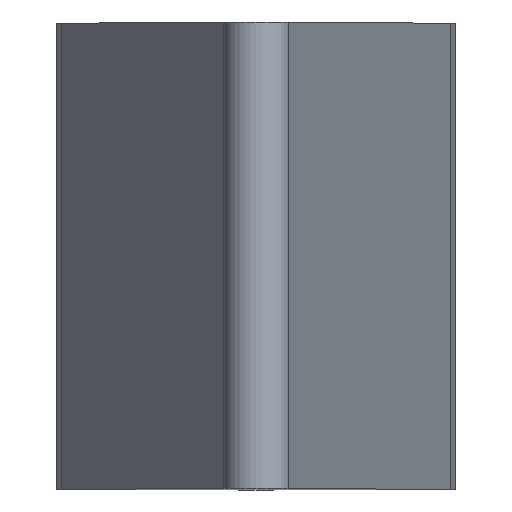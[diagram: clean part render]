
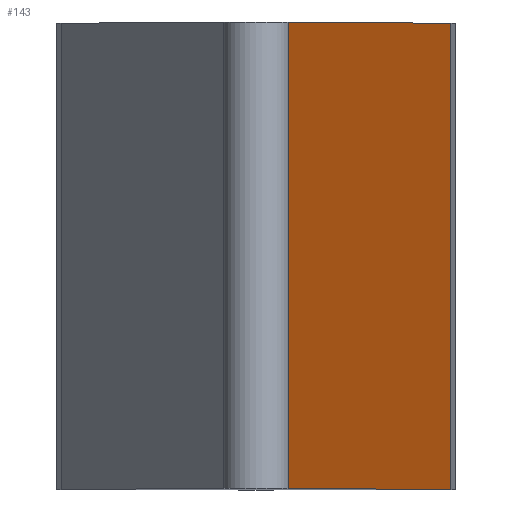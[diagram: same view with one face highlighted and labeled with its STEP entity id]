
A CAD part, top view. The second image highlights one B-rep face of the part: STEP entity #143.
In plain terms, the highlighted planar face has unit normal (0.975, 0, 0.222).
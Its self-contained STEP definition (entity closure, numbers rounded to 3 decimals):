
#19=PLANE('',#170);
#26=FACE_OUTER_BOUND('',#35,.T.);
#35=EDGE_LOOP('',(#118,#119,#120,#121));
#45=LINE('',#238,#57);
#46=LINE('',#243,#58);
#48=LINE('',#247,#60);
#49=LINE('',#248,#61);
#57=VECTOR('',#196,10.);
#58=VECTOR('',#201,10.);
#60=VECTOR('',#205,10.);
#61=VECTOR('',#206,10.);
#75=VERTEX_POINT('',#232);
#77=VERTEX_POINT('',#236);
#79=VERTEX_POINT('',#241);
#80=VERTEX_POINT('',#246);
#91=EDGE_CURVE('',#75,#77,#45,.T.);
#93=EDGE_CURVE('',#79,#77,#46,.T.);
#95=EDGE_CURVE('',#79,#80,#48,.T.);
#96=EDGE_CURVE('',#80,#75,#49,.T.);
#118=ORIENTED_EDGE('',*,*,#93,.F.);
#119=ORIENTED_EDGE('',*,*,#95,.T.);
#120=ORIENTED_EDGE('',*,*,#96,.T.);
#121=ORIENTED_EDGE('',*,*,#91,.T.);
#143=ADVANCED_FACE('',(#26),#19,.T.);
#170=AXIS2_PLACEMENT_3D('',#245,#203,#204);
#196=DIRECTION('',(-0.222,0.,0.975));
#201=DIRECTION('',(0.,1.,0.));
#203=DIRECTION('center_axis',(0.975,0.,0.222));
#204=DIRECTION('ref_axis',(-0.222,0.,0.975));
#205=DIRECTION('',(0.222,0.,-0.975));
#206=DIRECTION('',(0.,1.,0.));
#232=CARTESIAN_POINT('',(5.85,14.,1.333));
#236=CARTESIAN_POINT('',(0.975,14.,22.722));
#238=CARTESIAN_POINT('',(2.465,14.,16.187));
#241=CARTESIAN_POINT('',(0.975,0.,22.722));
#243=CARTESIAN_POINT('',(0.975,12.,22.722));
#245=CARTESIAN_POINT('Origin',(5.85,12.,1.333));
#246=CARTESIAN_POINT('',(5.85,0.,1.333));
#247=CARTESIAN_POINT('',(5.092,0.,4.66));
#248=CARTESIAN_POINT('',(5.85,0.,1.333));
